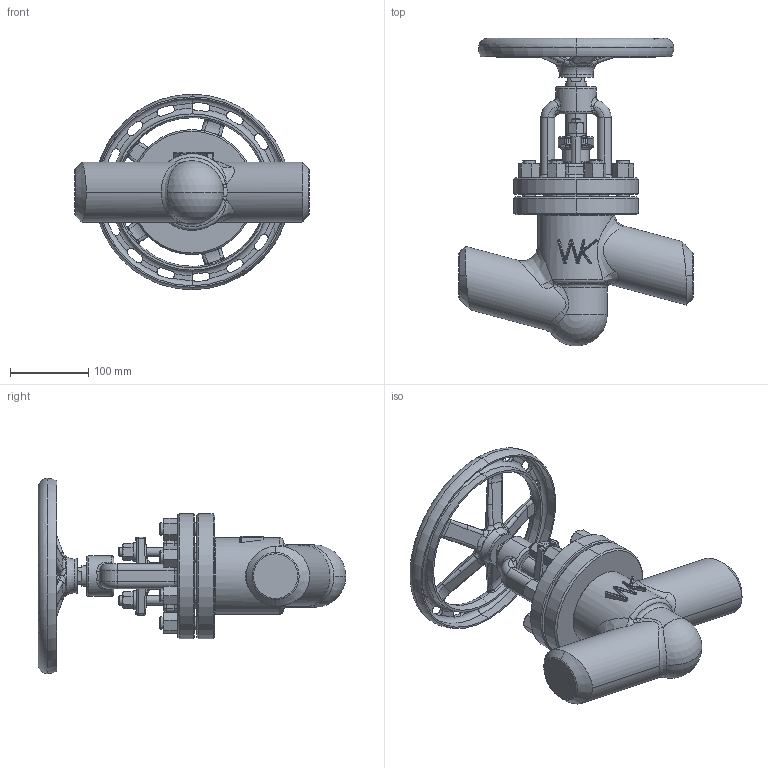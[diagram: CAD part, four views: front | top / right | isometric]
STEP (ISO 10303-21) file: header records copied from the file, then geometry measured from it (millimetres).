
FILE_DESCRIPTION (( 'STEP AP214' ), '1' );
FILE_NAME ('[50] 530S DN50 katalog.STEP', '2015-03-19T12:00:06', ( '' ), ( '' ), 'SwSTEP 2.0', 'SolidWorks 2015', '' );
FILE_SCHEMA (( 'AUTOMOTIVE_DESIGN' ));
Length unit declared in the file: millimetre
Products named in the file (1): [50] 530S DN50 katalog
Bounding box: 300 x 394 x 250 mm (x, y, z)
Volume: 3684588.7 mm3; surface area: 351495.5 mm2
Topology: 1 solids, 1 shells, 1039 faces, 2625 edges, 1545 vertices
Faces by surface type: cylinder 312, plane 234, bspline 193, cone 170, torus 87, sphere 43
Entity records: 57800 total; most frequent: CARTESIAN_POINT 27074, ORIENTED_EDGE 5136, DIRECTION 4464, EDGE_CURVE 2568, AXIS2_PLACEMENT_3D 1933, VERTEX_POINT 1533, EDGE_LOOP 1097, CIRCLE 1090
